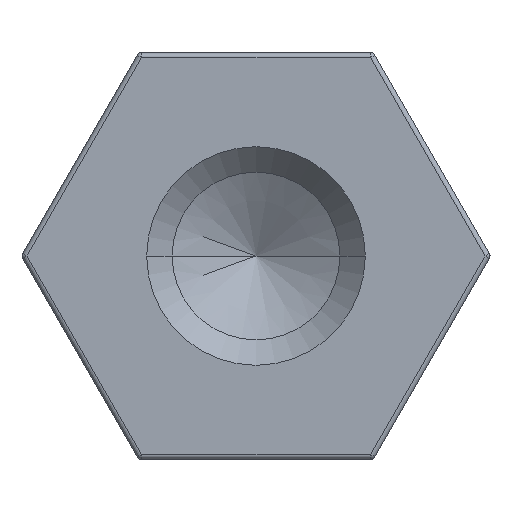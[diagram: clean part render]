
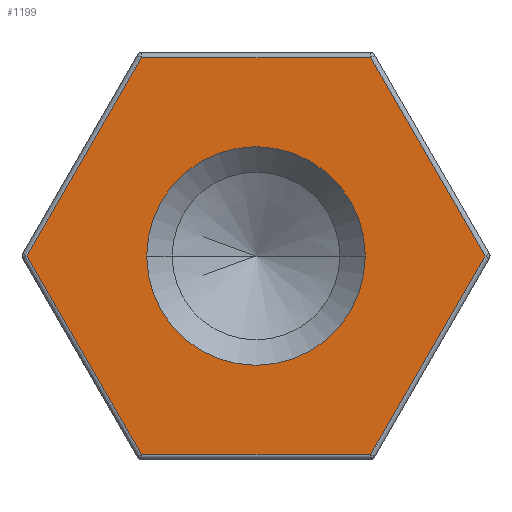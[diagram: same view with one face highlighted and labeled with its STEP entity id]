
A CAD part, left-side view. The second image highlights one B-rep face of the part: STEP entity #1199.
In plain terms, the highlighted planar face has unit normal (-1, 0, 0).
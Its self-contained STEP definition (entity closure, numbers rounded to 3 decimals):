
#12 = DIRECTION ( 'NONE',  ( 0., 0.5, 0.866 ) ) ;
#34 = AXIS2_PLACEMENT_3D ( 'NONE', #1005, #1004, #1103 ) ;
#46 = EDGE_CURVE ( 'NONE', #54, #295, #402, .T. ) ;
#54 = VERTEX_POINT ( 'NONE', #997 ) ;
#204 = EDGE_LOOP ( 'NONE', ( #769, #794 ) ) ;
#215 = VERTEX_POINT ( 'NONE', #1189 ) ;
#238 = VERTEX_POINT ( 'NONE', #1396 ) ;
#245 = EDGE_LOOP ( 'NONE', ( #674, #677, #683, #718, #726, #729 ) ) ;
#292 = VERTEX_POINT ( 'NONE', #389 ) ;
#295 = VERTEX_POINT ( 'NONE', #410 ) ;
#300 = AXIS2_PLACEMENT_3D ( 'NONE', #1195, #1214, #1212 ) ;
#329 = EDGE_CURVE ( 'NONE', #215, #339, #345, .T. ) ;
#331 = CARTESIAN_POINT ( 'NONE',  ( 0., -3.377, 1.95 ) ) ;
#339 = VERTEX_POINT ( 'NONE', #825 ) ;
#344 = EDGE_CURVE ( 'NONE', #295, #54, #823, .T. ) ;
#345 = LINE ( 'NONE', #331, #1401 ) ;
#348 = EDGE_CURVE ( 'NONE', #339, #612, #1051, .T. ) ;
#376 = CARTESIAN_POINT ( 'NONE',  ( 0., 0., 0. ) ) ;
#389 = CARTESIAN_POINT ( 'NONE',  ( 0., 4.503, 0. ) ) ;
#396 = VECTOR ( 'NONE', #713, 1000. ) ;
#402 = CIRCLE ( 'NONE', #34, 2.15 ) ;
#410 = CARTESIAN_POINT ( 'NONE',  ( 0., 2.15, 0. ) ) ;
#449 = LINE ( 'NONE', #719, #1286 ) ;
#612 = VERTEX_POINT ( 'NONE', #800 ) ;
#627 = EDGE_CURVE ( 'NONE', #238, #777, #1334, .T. ) ;
#640 = EDGE_CURVE ( 'NONE', #777, #215, #449, .T. ) ;
#656 = EDGE_CURVE ( 'NONE', #612, #292, #1419, .T. ) ;
#664 = EDGE_CURVE ( 'NONE', #292, #238, #1270, .T. ) ;
#674 = ORIENTED_EDGE ( 'NONE', *, *, #329, .T. ) ;
#677 = ORIENTED_EDGE ( 'NONE', *, *, #348, .T. ) ;
#680 = CARTESIAN_POINT ( 'NONE',  ( 0., 3.377, -1.95 ) ) ;
#683 = ORIENTED_EDGE ( 'NONE', *, *, #656, .T. ) ;
#684 = DIRECTION ( 'NONE',  ( 0., -0.5, -0.866 ) ) ;
#703 = CARTESIAN_POINT ( 'NONE',  ( 0., 3.377, 1.95 ) ) ;
#713 = DIRECTION ( 'NONE',  ( 0., 0.5, -0.866 ) ) ;
#718 = ORIENTED_EDGE ( 'NONE', *, *, #664, .T. ) ;
#719 = CARTESIAN_POINT ( 'NONE',  ( 0., -3.377, -1.95 ) ) ;
#726 = ORIENTED_EDGE ( 'NONE', *, *, #627, .T. ) ;
#729 = ORIENTED_EDGE ( 'NONE', *, *, #640, .T. ) ;
#749 = DIRECTION ( 'NONE',  ( 0., -1., 0. ) ) ;
#756 = CARTESIAN_POINT ( 'NONE',  ( 0., 0., -3.9 ) ) ;
#763 = VECTOR ( 'NONE', #1207, 1000. ) ;
#769 = ORIENTED_EDGE ( 'NONE', *, *, #344, .T. ) ;
#777 = VERTEX_POINT ( 'NONE', #911 ) ;
#781 = DIRECTION ( 'NONE',  ( 0., -0.5, 0.866 ) ) ;
#794 = ORIENTED_EDGE ( 'NONE', *, *, #46, .T. ) ;
#800 = CARTESIAN_POINT ( 'NONE',  ( 0., 2.252, 3.9 ) ) ;
#823 = CIRCLE ( 'NONE', #300, 2.15 ) ;
#825 = CARTESIAN_POINT ( 'NONE',  ( 0., -2.252, 3.9 ) ) ;
#852 = VECTOR ( 'NONE', #684, 1000. ) ;
#911 = CARTESIAN_POINT ( 'NONE',  ( 0., -2.252, -3.9 ) ) ;
#997 = CARTESIAN_POINT ( 'NONE',  ( 0., -2.15, 0. ) ) ;
#1004 = DIRECTION ( 'NONE',  ( 1., 0., 0. ) ) ;
#1005 = CARTESIAN_POINT ( 'NONE',  ( 0., 0., 0. ) ) ;
#1051 = LINE ( 'NONE', #1193, #763 ) ;
#1103 = DIRECTION ( 'NONE',  ( 0., 1., 0. ) ) ;
#1135 = VECTOR ( 'NONE', #749, 1000. ) ;
#1151 = AXIS2_PLACEMENT_3D ( 'NONE', #376, #1154, #1332 ) ;
#1154 = DIRECTION ( 'NONE',  ( 1., 0., 0. ) ) ;
#1189 = CARTESIAN_POINT ( 'NONE',  ( 0., -4.503, 0. ) ) ;
#1193 = CARTESIAN_POINT ( 'NONE',  ( 0., 0., 3.9 ) ) ;
#1195 = CARTESIAN_POINT ( 'NONE',  ( 0., 0., 0. ) ) ;
#1199 = ADVANCED_FACE ( 'NONE', ( #1216, #1341 ), #1281, .F. ) ;
#1207 = DIRECTION ( 'NONE',  ( 0., 1., 0. ) ) ;
#1212 = DIRECTION ( 'NONE',  ( 0., 1., 0. ) ) ;
#1214 = DIRECTION ( 'NONE',  ( 1., 0., 0. ) ) ;
#1216 = FACE_OUTER_BOUND ( 'NONE', #245, .T. ) ;
#1270 = LINE ( 'NONE', #680, #852 ) ;
#1281 = PLANE ( 'NONE',  #1151 ) ;
#1286 = VECTOR ( 'NONE', #781, 1000. ) ;
#1332 = DIRECTION ( 'NONE',  ( 0., 1., 0. ) ) ;
#1334 = LINE ( 'NONE', #756, #1135 ) ;
#1341 = FACE_BOUND ( 'NONE', #204, .T. ) ;
#1396 = CARTESIAN_POINT ( 'NONE',  ( 0., 2.252, -3.9 ) ) ;
#1401 = VECTOR ( 'NONE', #12, 1000. ) ;
#1419 = LINE ( 'NONE', #703, #396 ) ;
